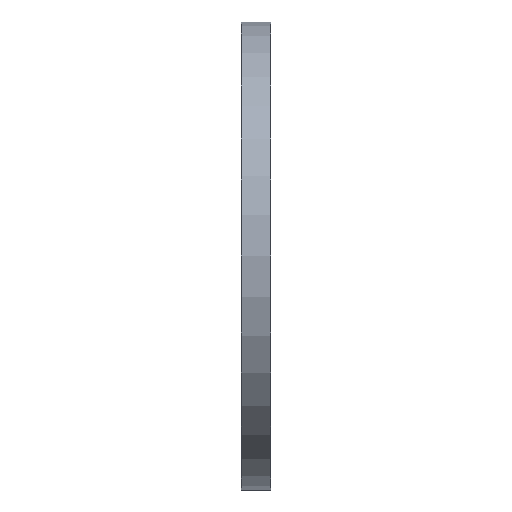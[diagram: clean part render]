
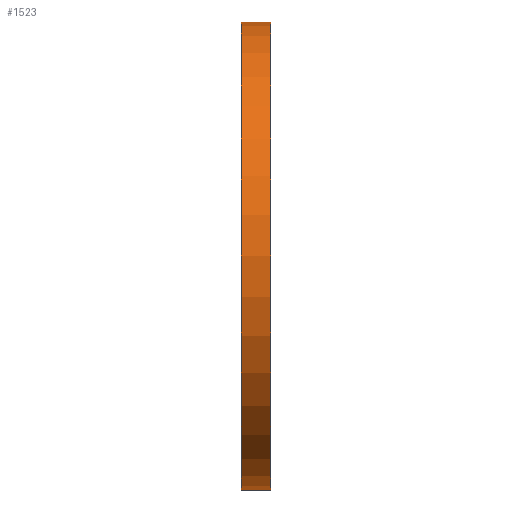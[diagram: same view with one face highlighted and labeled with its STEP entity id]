
A CAD part, front view. The second image highlights one B-rep face of the part: STEP entity #1523.
In plain terms, the highlighted cylindrical face has radius 781.05 mm (diameter 1562.1 mm), a partial arc.
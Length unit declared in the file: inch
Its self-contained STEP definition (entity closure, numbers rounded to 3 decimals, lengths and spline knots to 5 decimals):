
#53 = DIRECTION ( 'NONE',  ( -1., 0., 0. ) ) ;
#93 = DIRECTION ( 'NONE',  ( -1., 0., 0. ) ) ;
#119 = LINE ( 'NONE', #606, #1562 ) ;
#139 = AXIS2_PLACEMENT_3D ( 'NONE', #448, #93, #1628 ) ;
#140 = CARTESIAN_POINT ( 'NONE',  ( 3.9375, 0., 0. ) ) ;
#149 = CARTESIAN_POINT ( 'NONE',  ( 0.0625, 0., 30.75 ) ) ;
#172 = CARTESIAN_POINT ( 'NONE',  ( 0., 0., 0. ) ) ;
#211 = DIRECTION ( 'NONE',  ( -1., 0., 0. ) ) ;
#232 = EDGE_CURVE ( 'NONE', #612, #575, #119, .T. ) ;
#297 = FACE_OUTER_BOUND ( 'NONE', #444, .T. ) ;
#444 = EDGE_LOOP ( 'NONE', ( #1114, #1301, #1044, #784 ) ) ;
#448 = CARTESIAN_POINT ( 'NONE',  ( 0.0625, 0., 0. ) ) ;
#488 = LINE ( 'NONE', #1091, #1038 ) ;
#546 = CIRCLE ( 'NONE', #139, 30.75 ) ;
#555 = EDGE_CURVE ( 'NONE', #612, #1127, #976, .T. ) ;
#575 = VERTEX_POINT ( 'NONE', #1249 ) ;
#606 = CARTESIAN_POINT ( 'NONE',  ( 0., 0., -30.75 ) ) ;
#612 = VERTEX_POINT ( 'NONE', #988 ) ;
#665 = DIRECTION ( 'NONE',  ( 0., 0., 1. ) ) ;
#784 = ORIENTED_EDGE ( 'NONE', *, *, #1287, .F. ) ;
#847 = DIRECTION ( 'NONE',  ( -1., 0., 0. ) ) ;
#875 = DIRECTION ( 'NONE',  ( -1., 0., 0. ) ) ;
#976 = CIRCLE ( 'NONE', #1425, 30.75 ) ;
#988 = CARTESIAN_POINT ( 'NONE',  ( 3.9375, 0., -30.75 ) ) ;
#1038 = VECTOR ( 'NONE', #211, 39.37008 ) ;
#1044 = ORIENTED_EDGE ( 'NONE', *, *, #1233, .T. ) ;
#1091 = CARTESIAN_POINT ( 'NONE',  ( 0., 0., 30.75 ) ) ;
#1114 = ORIENTED_EDGE ( 'NONE', *, *, #232, .F. ) ;
#1127 = VERTEX_POINT ( 'NONE', #1334 ) ;
#1162 = VERTEX_POINT ( 'NONE', #149 ) ;
#1233 = EDGE_CURVE ( 'NONE', #1127, #1162, #488, .T. ) ;
#1249 = CARTESIAN_POINT ( 'NONE',  ( 0.0625, 0., -30.75 ) ) ;
#1287 = EDGE_CURVE ( 'NONE', #575, #1162, #546, .T. ) ;
#1301 = ORIENTED_EDGE ( 'NONE', *, *, #555, .T. ) ;
#1319 = CYLINDRICAL_SURFACE ( 'NONE', #1399, 30.75 ) ;
#1334 = CARTESIAN_POINT ( 'NONE',  ( 3.9375, 0., 30.75 ) ) ;
#1399 = AXIS2_PLACEMENT_3D ( 'NONE', #172, #53, #1594 ) ;
#1425 = AXIS2_PLACEMENT_3D ( 'NONE', #140, #875, #665 ) ;
#1523 = ADVANCED_FACE ( 'NONE', ( #297 ), #1319, .T. ) ;
#1562 = VECTOR ( 'NONE', #847, 39.37008 ) ;
#1594 = DIRECTION ( 'NONE',  ( 0., 0., 1. ) ) ;
#1628 = DIRECTION ( 'NONE',  ( 0., 0., 1. ) ) ;
